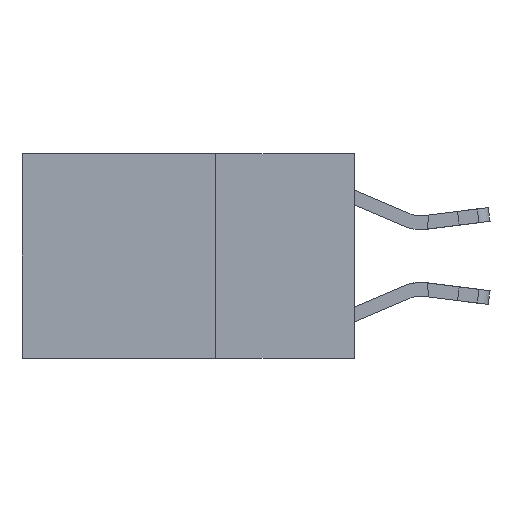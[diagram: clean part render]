
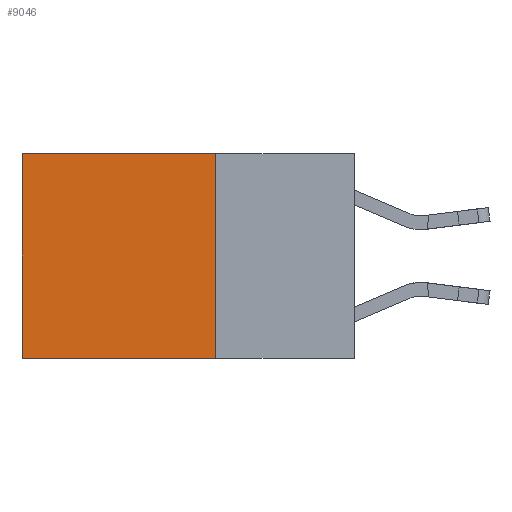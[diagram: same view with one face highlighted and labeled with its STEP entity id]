
A CAD part, left-side view. The second image highlights one B-rep face of the part: STEP entity #9046.
In plain terms, the highlighted planar face has unit normal (-1, 0, 0).
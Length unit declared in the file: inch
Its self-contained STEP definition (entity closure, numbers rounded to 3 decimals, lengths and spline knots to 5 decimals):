
#28 = CARTESIAN_POINT ( 'NONE',  ( 0.2625, 0.25, 0. ) ) ;
#2145 = CARTESIAN_POINT ( 'NONE',  ( 0.2625, 0.6, 0. ) ) ;
#2206 = VERTEX_POINT ( 'NONE', #21395 ) ;
#2854 = EDGE_LOOP ( 'NONE', ( #4749, #11714, #6558, #15962 ) ) ;
#3549 = LINE ( 'NONE', #13859, #7175 ) ;
#4749 = ORIENTED_EDGE ( 'NONE', *, *, #12107, .T. ) ;
#5253 = DIRECTION ( 'NONE',  ( 0., 1., 0. ) ) ;
#6558 = ORIENTED_EDGE ( 'NONE', *, *, #20075, .F. ) ;
#6636 = DIRECTION ( 'NONE',  ( 0., 0., -1. ) ) ;
#7175 = VECTOR ( 'NONE', #5253, 39.37008 ) ;
#7375 = EDGE_CURVE ( 'NONE', #2206, #14680, #3549, .T. ) ;
#8727 = VECTOR ( 'NONE', #22395, 39.37008 ) ;
#8752 = FACE_OUTER_BOUND ( 'NONE', #2854, .T. ) ;
#9046 = ADVANCED_FACE ( 'NONE', ( #8752 ), #19014, .F. ) ;
#9931 = VECTOR ( 'NONE', #25534, 39.37008 ) ;
#11266 = CARTESIAN_POINT ( 'NONE',  ( 0.2625, 0.25, -0.37 ) ) ;
#11714 = ORIENTED_EDGE ( 'NONE', *, *, #23755, .F. ) ;
#12107 = EDGE_CURVE ( 'NONE', #14680, #20701, #17333, .T. ) ;
#12671 = VERTEX_POINT ( 'NONE', #15480 ) ;
#12702 = DIRECTION ( 'NONE',  ( 1., 0., 0. ) ) ;
#13797 = CARTESIAN_POINT ( 'NONE',  ( 0.2625, 0.6, -0.37 ) ) ;
#13859 = CARTESIAN_POINT ( 'NONE',  ( 0.2625, 0.25, 0. ) ) ;
#14680 = VERTEX_POINT ( 'NONE', #16280 ) ;
#15252 = LINE ( 'NONE', #23837, #9931 ) ;
#15480 = CARTESIAN_POINT ( 'NONE',  ( 0.2625, 0.25, -0.37 ) ) ;
#15962 = ORIENTED_EDGE ( 'NONE', *, *, #7375, .T. ) ;
#16280 = CARTESIAN_POINT ( 'NONE',  ( 0.2625, 0.6, 0. ) ) ;
#17333 = LINE ( 'NONE', #2145, #17658 ) ;
#17607 = DIRECTION ( 'NONE',  ( 0., 0., -1. ) ) ;
#17658 = VECTOR ( 'NONE', #17607, 39.37008 ) ;
#18895 = AXIS2_PLACEMENT_3D ( 'NONE', #28, #12702, #6636 ) ;
#19014 = PLANE ( 'NONE',  #18895 ) ;
#19995 = LINE ( 'NONE', #11266, #8727 ) ;
#20075 = EDGE_CURVE ( 'NONE', #2206, #12671, #15252, .T. ) ;
#20701 = VERTEX_POINT ( 'NONE', #13797 ) ;
#21395 = CARTESIAN_POINT ( 'NONE',  ( 0.2625, 0.25, 0. ) ) ;
#22395 = DIRECTION ( 'NONE',  ( 0., 1., 0. ) ) ;
#23755 = EDGE_CURVE ( 'NONE', #12671, #20701, #19995, .T. ) ;
#23837 = CARTESIAN_POINT ( 'NONE',  ( 0.2625, 0.25, 0. ) ) ;
#25534 = DIRECTION ( 'NONE',  ( 0., 0., -1. ) ) ;
